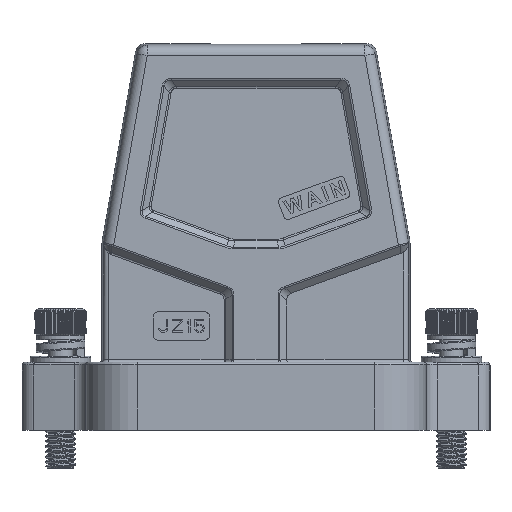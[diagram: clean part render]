
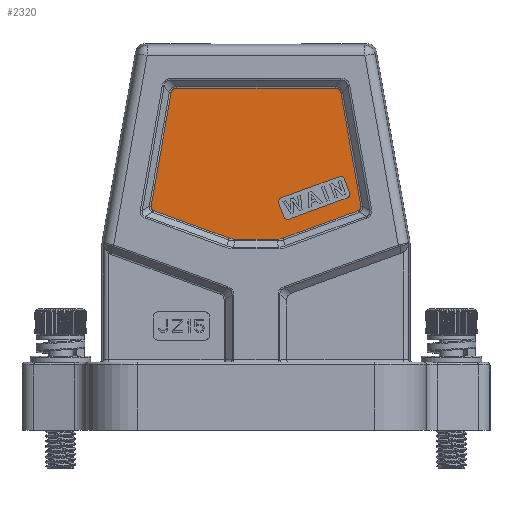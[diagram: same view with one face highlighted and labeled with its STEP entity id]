
A CAD part, top view. The second image highlights one B-rep face of the part: STEP entity #2320.
In plain terms, the highlighted planar face has unit normal (0, 0, 1).
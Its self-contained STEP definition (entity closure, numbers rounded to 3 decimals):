
#873=FACE_BOUND('',#5172,.T.);
#874=FACE_BOUND('',#5173,.T.);
#1325=CIRCLE('',#21461,0.8);
#1326=CIRCLE('',#21464,0.8);
#1327=CIRCLE('',#21467,0.8);
#1328=CIRCLE('',#21470,0.8);
#2320=ADVANCED_FACE('',(#873,#874),#3125,.T.);
#3125=PLANE('',#21472);
#5172=EDGE_LOOP('',(#11192,#11193,#11194,#11195,#11196,#11197,#11198,#11199));
#5173=EDGE_LOOP('',(#11200,#11201,#11202,#11203,#11204,#11205,#11206,#11207,
#11208,#11209,#11210,#11211));
#6289=B_SPLINE_CURVE_WITH_KNOTS('',3,(#41047,#41048,#41049,#41050,#41051,
#41052,#41053,#41054),.UNSPECIFIED.,.F.,.F.,(4,2,2,4),(0.,0.25,0.5,1.),
 .UNSPECIFIED.);
#6293=B_SPLINE_CURVE_WITH_KNOTS('',3,(#41077,#41078,#41079,#41080,#41081,
#41082,#41083,#41084),.UNSPECIFIED.,.F.,.F.,(4,2,2,4),(0.,0.25,
0.5,1.),.UNSPECIFIED.);
#6297=B_SPLINE_CURVE_WITH_KNOTS('',3,(#41105,#41106,#41107,#41108,#41109,
#41110),.UNSPECIFIED.,.F.,.F.,(4,2,4),(0.,0.5,1.),.UNSPECIFIED.);
#6301=B_SPLINE_CURVE_WITH_KNOTS('',3,(#41131,#41132,#41133,#41134,#41135,
#41136,#41137,#41138),.UNSPECIFIED.,.F.,.F.,(4,1,1,1,1,4),(0.,0.2,0.4,0.6,
0.8,1.),.UNSPECIFIED.);
#6306=B_SPLINE_CURVE_WITH_KNOTS('',3,(#41168,#41169,#41170,#41171,#41172,
#41173,#41174,#41175),.UNSPECIFIED.,.F.,.F.,(4,1,1,1,1,4),(0.,0.2,0.4,0.6,
0.8,1.),.UNSPECIFIED.);
#6307=B_SPLINE_CURVE_WITH_KNOTS('',3,(#41459,#41460,#41461,#41462),
 .UNSPECIFIED.,.F.,.F.,(4,4),(0.,1.),.UNSPECIFIED.);
#11192=ORIENTED_EDGE('',*,*,#16841,.F.);
#11193=ORIENTED_EDGE('',*,*,#16839,.F.);
#11194=ORIENTED_EDGE('',*,*,#16837,.F.);
#11195=ORIENTED_EDGE('',*,*,#16835,.F.);
#11196=ORIENTED_EDGE('',*,*,#16833,.F.);
#11197=ORIENTED_EDGE('',*,*,#16831,.F.);
#11198=ORIENTED_EDGE('',*,*,#16829,.F.);
#11199=ORIENTED_EDGE('',*,*,#16842,.F.);
#11200=ORIENTED_EDGE('',*,*,#16702,.F.);
#11201=ORIENTED_EDGE('',*,*,#16843,.F.);
#11202=ORIENTED_EDGE('',*,*,#16674,.F.);
#11203=ORIENTED_EDGE('',*,*,#16677,.F.);
#11204=ORIENTED_EDGE('',*,*,#16680,.F.);
#11205=ORIENTED_EDGE('',*,*,#16683,.F.);
#11206=ORIENTED_EDGE('',*,*,#16686,.F.);
#11207=ORIENTED_EDGE('',*,*,#16689,.F.);
#11208=ORIENTED_EDGE('',*,*,#16692,.F.);
#11209=ORIENTED_EDGE('',*,*,#16695,.F.);
#11210=ORIENTED_EDGE('',*,*,#16698,.F.);
#11211=ORIENTED_EDGE('',*,*,#16704,.F.);
#13986=VERTEX_POINT('',#41024);
#13989=VERTEX_POINT('',#41032);
#13991=VERTEX_POINT('',#41046);
#13993=VERTEX_POINT('',#41062);
#13995=VERTEX_POINT('',#41076);
#13997=VERTEX_POINT('',#41092);
#13999=VERTEX_POINT('',#41104);
#14001=VERTEX_POINT('',#41118);
#14003=VERTEX_POINT('',#41130);
#14005=VERTEX_POINT('',#41146);
#14006=VERTEX_POINT('',#41153);
#14009=VERTEX_POINT('',#41161);
#14094=VERTEX_POINT('',#41428);
#14095=VERTEX_POINT('',#41430);
#14096=VERTEX_POINT('',#41434);
#14097=VERTEX_POINT('',#41438);
#14098=VERTEX_POINT('',#41442);
#14099=VERTEX_POINT('',#41446);
#14100=VERTEX_POINT('',#41450);
#14101=VERTEX_POINT('',#41454);
#16674=EDGE_CURVE('',#13989,#13986,#18487,.T.);
#16677=EDGE_CURVE('',#13991,#13989,#6289,.T.);
#16680=EDGE_CURVE('',#13993,#13991,#18489,.T.);
#16683=EDGE_CURVE('',#13995,#13993,#6293,.T.);
#16686=EDGE_CURVE('',#13997,#13995,#18491,.T.);
#16689=EDGE_CURVE('',#13999,#13997,#6297,.T.);
#16692=EDGE_CURVE('',#14001,#13999,#18493,.T.);
#16695=EDGE_CURVE('',#14003,#14001,#6301,.T.);
#16698=EDGE_CURVE('',#14005,#14003,#18495,.T.);
#16702=EDGE_CURVE('',#14009,#14006,#18497,.T.);
#16704=EDGE_CURVE('',#14006,#14005,#6306,.T.);
#16829=EDGE_CURVE('',#14095,#14094,#18618,.T.);
#16831=EDGE_CURVE('',#14094,#14096,#1325,.T.);
#16833=EDGE_CURVE('',#14096,#14097,#18621,.T.);
#16835=EDGE_CURVE('',#14097,#14098,#1326,.T.);
#16837=EDGE_CURVE('',#14098,#14099,#18624,.T.);
#16839=EDGE_CURVE('',#14099,#14100,#1327,.T.);
#16841=EDGE_CURVE('',#14100,#14101,#18627,.T.);
#16842=EDGE_CURVE('',#14101,#14095,#1328,.T.);
#16843=EDGE_CURVE('',#13986,#14009,#6307,.T.);
#18487=LINE('',#41033,#19893);
#18489=LINE('',#41063,#19895);
#18491=LINE('',#41093,#19897);
#18493=LINE('',#41119,#19899);
#18495=LINE('',#41147,#19901);
#18497=LINE('',#41162,#19903);
#18618=LINE('',#41431,#20024);
#18621=LINE('',#41439,#20027);
#18624=LINE('',#41447,#20030);
#18627=LINE('',#41455,#20033);
#19893=VECTOR('',#25213,1.);
#19895=VECTOR('',#25219,1.);
#19897=VECTOR('',#25225,1.);
#19899=VECTOR('',#25231,1.);
#19901=VECTOR('',#25237,1.);
#19903=VECTOR('',#25241,1.);
#20024=VECTOR('',#25462,1.);
#20027=VECTOR('',#25471,1.);
#20030=VECTOR('',#25480,1.);
#20033=VECTOR('',#25489,1.);
#21461=AXIS2_PLACEMENT_3D('',#41435,#25466,#25467);
#21464=AXIS2_PLACEMENT_3D('',#41443,#25475,#25476);
#21467=AXIS2_PLACEMENT_3D('',#41451,#25484,#25485);
#21470=AXIS2_PLACEMENT_3D('',#41457,#25492,#25493);
#21472=AXIS2_PLACEMENT_3D('',#41463,#25496,#25497);
#25213=DIRECTION('',(0.174,-0.985,0.));
#25219=DIRECTION('',(1.,0.,0.));
#25225=DIRECTION('',(0.174,0.985,0.));
#25231=DIRECTION('',(-0.94,0.342,0.));
#25237=DIRECTION('',(-1.,0.,0.));
#25241=DIRECTION('',(-0.94,-0.342,0.));
#25462=DIRECTION('',(-0.94,-0.342,0.));
#25466=DIRECTION('',(0.,0.,1.));
#25467=DIRECTION('',(-0.342,0.94,0.));
#25471=DIRECTION('',(0.342,-0.94,0.));
#25475=DIRECTION('',(0.,0.,1.));
#25476=DIRECTION('',(-0.94,-0.342,0.));
#25480=DIRECTION('',(0.94,0.342,0.));
#25484=DIRECTION('',(0.,0.,1.));
#25485=DIRECTION('',(0.342,-0.94,0.));
#25489=DIRECTION('',(-0.342,0.94,0.));
#25492=DIRECTION('',(0.,0.,1.));
#25493=DIRECTION('',(0.94,0.342,0.));
#25496=DIRECTION('',(0.,0.,1.));
#25497=DIRECTION('',(1.,0.,0.));
#41024=CARTESIAN_POINT('',(20.403,38.283,21.5));
#41032=CARTESIAN_POINT('',(16.501,60.416,21.5));
#41033=CARTESIAN_POINT('',(16.501,60.416,21.5));
#41046=CARTESIAN_POINT('',(15.456,61.293,21.5));
#41047=CARTESIAN_POINT('',(15.456,61.293,21.5));
#41048=CARTESIAN_POINT('',(15.558,61.293,21.5));
#41049=CARTESIAN_POINT('',(15.715,61.28,21.5));
#41050=CARTESIAN_POINT('',(16.02,61.168,21.5));
#41051=CARTESIAN_POINT('',(16.12,61.091,21.5));
#41052=CARTESIAN_POINT('',(16.315,60.912,21.5));
#41053=CARTESIAN_POINT('',(16.468,60.602,21.5));
#41054=CARTESIAN_POINT('',(16.501,60.416,21.5));
#41062=CARTESIAN_POINT('',(-15.456,61.293,21.5));
#41063=CARTESIAN_POINT('',(-15.456,61.293,21.5));
#41076=CARTESIAN_POINT('',(-16.501,60.416,21.5));
#41077=CARTESIAN_POINT('',(-16.501,60.416,21.5));
#41078=CARTESIAN_POINT('',(-16.483,60.517,21.5));
#41079=CARTESIAN_POINT('',(-16.443,60.669,21.5));
#41080=CARTESIAN_POINT('',(-16.28,60.95,21.5));
#41081=CARTESIAN_POINT('',(-16.187,61.036,21.5));
#41082=CARTESIAN_POINT('',(-15.976,61.196,21.5));
#41083=CARTESIAN_POINT('',(-15.644,61.293,21.5));
#41084=CARTESIAN_POINT('',(-15.456,61.293,21.5));
#41092=CARTESIAN_POINT('',(-20.403,38.283,21.5));
#41093=CARTESIAN_POINT('',(-20.403,38.283,21.5));
#41104=CARTESIAN_POINT('',(-19.949,37.496,21.5));
#41105=CARTESIAN_POINT('',(-19.949,37.496,21.5));
#41106=CARTESIAN_POINT('',(-20.075,37.542,21.5));
#41107=CARTESIAN_POINT('',(-20.282,37.716,21.5));
#41108=CARTESIAN_POINT('',(-20.375,37.873,21.5));
#41109=CARTESIAN_POINT('',(-20.427,38.149,21.5));
#41110=CARTESIAN_POINT('',(-20.403,38.283,21.5));
#41118=CARTESIAN_POINT('',(-5.226,32.137,21.5));
#41119=CARTESIAN_POINT('',(-5.226,32.137,21.5));
#41130=CARTESIAN_POINT('',(-4.138,31.945,21.5));
#41131=CARTESIAN_POINT('',(-4.138,31.945,21.5));
#41132=CARTESIAN_POINT('',(-4.232,31.945,21.5));
#41133=CARTESIAN_POINT('',(-4.412,31.954,21.5));
#41134=CARTESIAN_POINT('',(-4.655,31.985,21.5));
#41135=CARTESIAN_POINT('',(-4.872,32.029,21.5));
#41136=CARTESIAN_POINT('',(-5.064,32.081,21.5));
#41137=CARTESIAN_POINT('',(-5.175,32.119,21.5));
#41138=CARTESIAN_POINT('',(-5.226,32.137,21.5));
#41146=CARTESIAN_POINT('',(4.138,31.945,21.5));
#41147=CARTESIAN_POINT('',(4.138,31.945,21.5));
#41153=CARTESIAN_POINT('',(5.226,32.137,21.5));
#41161=CARTESIAN_POINT('',(19.949,37.496,21.5));
#41162=CARTESIAN_POINT('',(19.949,37.496,21.5));
#41168=CARTESIAN_POINT('',(5.226,32.137,21.5));
#41169=CARTESIAN_POINT('',(5.138,32.105,21.5));
#41170=CARTESIAN_POINT('',(4.966,32.051,21.5));
#41171=CARTESIAN_POINT('',(4.727,31.997,21.5));
#41172=CARTESIAN_POINT('',(4.508,31.965,21.5));
#41173=CARTESIAN_POINT('',(4.31,31.948,21.5));
#41174=CARTESIAN_POINT('',(4.193,31.945,21.5));
#41175=CARTESIAN_POINT('',(4.138,31.945,21.5));
#41428=CARTESIAN_POINT('',(4.92,39.989,21.5));
#41430=CARTESIAN_POINT('',(16.197,44.093,21.5));
#41431=CARTESIAN_POINT('',(16.197,44.093,21.5));
#41434=CARTESIAN_POINT('',(4.442,38.963,21.5));
#41435=CARTESIAN_POINT('',(5.194,39.237,21.5));
#41438=CARTESIAN_POINT('',(5.4,36.332,21.5));
#41439=CARTESIAN_POINT('',(4.442,38.963,21.5));
#41442=CARTESIAN_POINT('',(6.425,35.854,21.5));
#41443=CARTESIAN_POINT('',(6.152,36.606,21.5));
#41446=CARTESIAN_POINT('',(17.701,39.958,21.5));
#41447=CARTESIAN_POINT('',(6.425,35.854,21.5));
#41450=CARTESIAN_POINT('',(18.18,40.984,21.5));
#41451=CARTESIAN_POINT('',(17.428,40.71,21.5));
#41454=CARTESIAN_POINT('',(17.222,43.615,21.5));
#41455=CARTESIAN_POINT('',(18.18,40.984,21.5));
#41457=CARTESIAN_POINT('',(16.47,43.341,21.5));
#41459=CARTESIAN_POINT('',(20.403,38.283,21.5));
#41460=CARTESIAN_POINT('',(20.467,37.923,21.5));
#41461=CARTESIAN_POINT('',(20.265,37.611,21.5));
#41462=CARTESIAN_POINT('',(19.949,37.496,21.5));
#41463=CARTESIAN_POINT('',(0.,0.,21.5));
